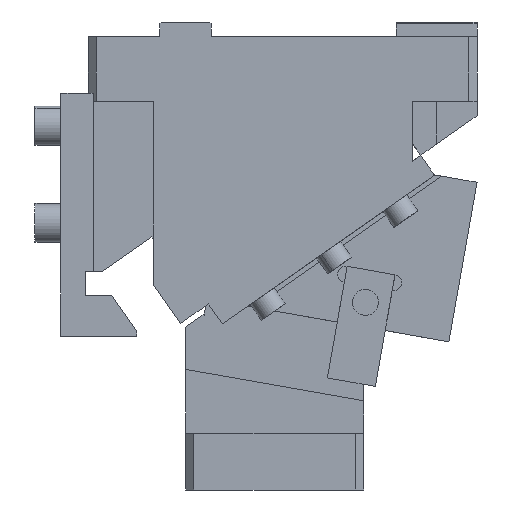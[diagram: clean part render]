
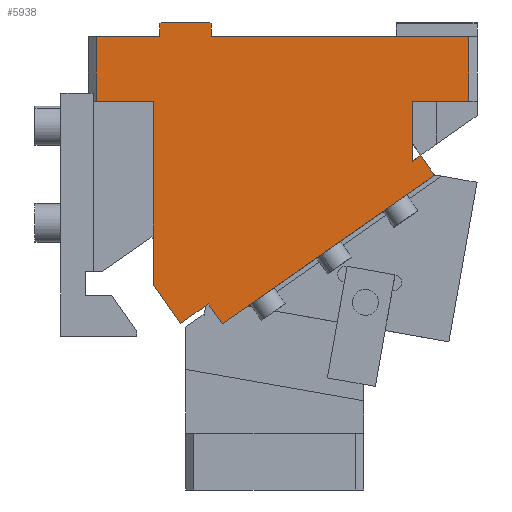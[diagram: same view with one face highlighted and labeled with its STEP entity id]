
A CAD part, front view. The second image highlights one B-rep face of the part: STEP entity #5938.
In plain terms, the highlighted planar face has unit normal (0, -1, 0).
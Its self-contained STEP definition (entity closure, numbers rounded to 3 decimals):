
#63=CARTESIAN_POINT('Vertex',(213.756,-130.,-85.645)) ;
#91=CARTESIAN_POINT('Vertex',(205.152,-130.,-73.358)) ;
#94=CARTESIAN_POINT('Line Origine',(209.454,-130.,-79.502)) ;
#126=CARTESIAN_POINT('Vertex',(40.,-130.,-153.06)) ;
#129=CARTESIAN_POINT('Line Origine',(40.,-130.,-153.023)) ;
#133=CARTESIAN_POINT('Vertex',(40.,-130.,-152.986)) ;
#136=CARTESIAN_POINT('Line Origine',(40.,-130.,-96.493)) ;
#140=CARTESIAN_POINT('Vertex',(40.,-130.,-40.)) ;
#213=CARTESIAN_POINT('Vertex',(5.,-130.,-40.)) ;
#216=CARTESIAN_POINT('Line Origine',(5.,-130.,-20.)) ;
#220=CARTESIAN_POINT('Vertex',(5.,-130.,0.)) ;
#262=CARTESIAN_POINT('Vertex',(44.,-130.,0.)) ;
#265=CARTESIAN_POINT('Line Origine',(44.,-130.,4.)) ;
#269=CARTESIAN_POINT('Vertex',(44.,-130.,8.)) ;
#309=CARTESIAN_POINT('Vertex',(45.,-130.,9.)) ;
#319=CARTESIAN_POINT('Line Origine',(44.5,-130.,8.5)) ;
#340=CARTESIAN_POINT('Vertex',(75.,-130.,9.)) ;
#350=CARTESIAN_POINT('Line Origine',(60.,-130.,9.)) ;
#388=CARTESIAN_POINT('Line Origine',(75.5,-130.,8.5)) ;
#392=CARTESIAN_POINT('Vertex',(76.,-130.,8.)) ;
#435=CARTESIAN_POINT('Line Origine',(76.,-130.,4.)) ;
#439=CARTESIAN_POINT('Vertex',(76.,-130.,0.)) ;
#467=CARTESIAN_POINT('Vertex',(235.,-130.,0.)) ;
#472=CARTESIAN_POINT('Line Origine',(235.,-130.,-20.)) ;
#476=CARTESIAN_POINT('Vertex',(235.,-130.,-40.)) ;
#5630=CARTESIAN_POINT('Vertex',(200.,-130.,-76.966)) ;
#5651=CARTESIAN_POINT('Vertex',(200.,-130.,-40.)) ;
#5654=CARTESIAN_POINT('Line Origine',(200.,-130.,-58.483)) ;
#5668=CARTESIAN_POINT('Line Origine',(217.5,-130.,-40.)) ;
#5705=CARTESIAN_POINT('Line Origine',(155.5,-130.,0.)) ;
#5757=CARTESIAN_POINT('Line Origine',(24.5,-130.,0.)) ;
#5785=CARTESIAN_POINT('Line Origine',(22.5,-130.,-40.)) ;
#5806=CARTESIAN_POINT('Vertex',(56.886,-130.,-177.175)) ;
#5809=CARTESIAN_POINT('Line Origine',(48.443,-130.,-165.118)) ;
#5826=CARTESIAN_POINT('Line Origine',(65.487,-130.,-171.153)) ;
#5830=CARTESIAN_POINT('Vertex',(74.088,-130.,-165.13)) ;
#5849=CARTESIAN_POINT('Vertex',(82.692,-130.,-177.418)) ;
#5852=CARTESIAN_POINT('Line Origine',(78.39,-130.,-171.274)) ;
#5870=CARTESIAN_POINT('Line Origine',(148.224,-130.,-131.531)) ;
#5894=CARTESIAN_POINT('Line Origine',(202.576,-130.,-75.162)) ;
#5911=CARTESIAN_POINT('Axis2P3D Location',(0.,-130.,0.)) ;
#95=DIRECTION('Vector Direction',(-0.574,0.,0.819)) ;
#130=DIRECTION('Vector Direction',(0.,0.,-1.)) ;
#137=DIRECTION('Vector Direction',(0.,0.,-1.)) ;
#217=DIRECTION('Vector Direction',(0.,0.,-1.)) ;
#266=DIRECTION('Vector Direction',(0.,0.,-1.)) ;
#320=DIRECTION('Vector Direction',(-0.707,0.,-0.707)) ;
#351=DIRECTION('Vector Direction',(-1.,0.,0.)) ;
#389=DIRECTION('Vector Direction',(-0.707,0.,0.707)) ;
#436=DIRECTION('Vector Direction',(0.,0.,1.)) ;
#473=DIRECTION('Vector Direction',(0.,0.,1.)) ;
#5655=DIRECTION('Vector Direction',(0.,0.,-1.)) ;
#5669=DIRECTION('Vector Direction',(1.,0.,0.)) ;
#5706=DIRECTION('Vector Direction',(1.,0.,0.)) ;
#5758=DIRECTION('Vector Direction',(1.,0.,0.)) ;
#5786=DIRECTION('Vector Direction',(-1.,0.,0.)) ;
#5810=DIRECTION('Vector Direction',(-0.574,0.,0.819)) ;
#5827=DIRECTION('Vector Direction',(-0.819,0.,-0.574)) ;
#5853=DIRECTION('Vector Direction',(-0.574,0.,0.819)) ;
#5871=DIRECTION('Vector Direction',(-0.819,0.,-0.574)) ;
#5895=DIRECTION('Vector Direction',(0.819,0.,0.574)) ;
#5912=DIRECTION('Axis2P3D Direction',(0.,1.,0.)) ;
#5913=DIRECTION('Axis2P3D XDirection',(0.,0.,1.)) ;
#5914=AXIS2_PLACEMENT_3D('Plane Axis2P3D',#5911,#5912,#5913) ;
#5917=ORIENTED_EDGE('',*,*,#5658,.F.) ;
#5918=ORIENTED_EDGE('',*,*,#5672,.F.) ;
#5919=ORIENTED_EDGE('',*,*,#478,.T.) ;
#5920=ORIENTED_EDGE('',*,*,#5709,.F.) ;
#5921=ORIENTED_EDGE('',*,*,#441,.T.) ;
#5922=ORIENTED_EDGE('',*,*,#394,.T.) ;
#5923=ORIENTED_EDGE('',*,*,#354,.T.) ;
#5924=ORIENTED_EDGE('',*,*,#323,.T.) ;
#5925=ORIENTED_EDGE('',*,*,#271,.T.) ;
#5926=ORIENTED_EDGE('',*,*,#5761,.F.) ;
#5927=ORIENTED_EDGE('',*,*,#222,.T.) ;
#5928=ORIENTED_EDGE('',*,*,#5789,.F.) ;
#5929=ORIENTED_EDGE('',*,*,#142,.T.) ;
#5930=ORIENTED_EDGE('',*,*,#135,.T.) ;
#5931=ORIENTED_EDGE('',*,*,#5813,.F.) ;
#5932=ORIENTED_EDGE('',*,*,#5832,.F.) ;
#5933=ORIENTED_EDGE('',*,*,#5856,.F.) ;
#5934=ORIENTED_EDGE('',*,*,#5874,.F.) ;
#5935=ORIENTED_EDGE('',*,*,#98,.T.) ;
#5936=ORIENTED_EDGE('',*,*,#5898,.F.) ;
#96=VECTOR('Line Direction',#95,1.) ;
#131=VECTOR('Line Direction',#130,1.) ;
#138=VECTOR('Line Direction',#137,1.) ;
#218=VECTOR('Line Direction',#217,1.) ;
#267=VECTOR('Line Direction',#266,1.) ;
#321=VECTOR('Line Direction',#320,1.) ;
#352=VECTOR('Line Direction',#351,1.) ;
#390=VECTOR('Line Direction',#389,1.) ;
#437=VECTOR('Line Direction',#436,1.) ;
#474=VECTOR('Line Direction',#473,1.) ;
#5656=VECTOR('Line Direction',#5655,1.) ;
#5670=VECTOR('Line Direction',#5669,1.) ;
#5707=VECTOR('Line Direction',#5706,1.) ;
#5759=VECTOR('Line Direction',#5758,1.) ;
#5787=VECTOR('Line Direction',#5786,1.) ;
#5811=VECTOR('Line Direction',#5810,1.) ;
#5828=VECTOR('Line Direction',#5827,1.) ;
#5854=VECTOR('Line Direction',#5853,1.) ;
#5872=VECTOR('Line Direction',#5871,1.) ;
#5896=VECTOR('Line Direction',#5895,1.) ;
#5938=ADVANCED_FACE('CAM HOLDER',(#5937),#5915,.F.) ;
#98=EDGE_CURVE('',#64,#92,#97,.T.) ;
#135=EDGE_CURVE('',#134,#127,#132,.T.) ;
#142=EDGE_CURVE('',#141,#134,#139,.T.) ;
#222=EDGE_CURVE('',#221,#214,#219,.T.) ;
#271=EDGE_CURVE('',#270,#263,#268,.T.) ;
#323=EDGE_CURVE('',#310,#270,#322,.T.) ;
#354=EDGE_CURVE('',#341,#310,#353,.T.) ;
#394=EDGE_CURVE('',#393,#341,#391,.T.) ;
#441=EDGE_CURVE('',#440,#393,#438,.T.) ;
#478=EDGE_CURVE('',#477,#468,#475,.T.) ;
#5658=EDGE_CURVE('',#5652,#5631,#5657,.T.) ;
#5672=EDGE_CURVE('',#477,#5652,#5671,.F.) ;
#5709=EDGE_CURVE('',#440,#468,#5708,.T.) ;
#5761=EDGE_CURVE('',#221,#263,#5760,.T.) ;
#5789=EDGE_CURVE('',#141,#214,#5788,.T.) ;
#5813=EDGE_CURVE('',#5807,#127,#5812,.T.) ;
#5832=EDGE_CURVE('',#5831,#5807,#5829,.T.) ;
#5856=EDGE_CURVE('',#5850,#5831,#5855,.T.) ;
#5874=EDGE_CURVE('',#64,#5850,#5873,.T.) ;
#5898=EDGE_CURVE('',#5631,#92,#5897,.T.) ;
#5916=EDGE_LOOP('',(#5917,#5918,#5919,#5920,#5921,#5922,#5923,#5924,#5925,#5926,#5927,#5928,#5929,#5930,#5931,#5932,#5933,#5934,#5935,#5936)) ;
#5937=FACE_OUTER_BOUND('',#5916,.T.) ;
#97=LINE('Line',#94,#96) ;
#132=LINE('Line',#129,#131) ;
#139=LINE('Line',#136,#138) ;
#219=LINE('Line',#216,#218) ;
#268=LINE('Line',#265,#267) ;
#322=LINE('Line',#319,#321) ;
#353=LINE('Line',#350,#352) ;
#391=LINE('Line',#388,#390) ;
#438=LINE('Line',#435,#437) ;
#475=LINE('Line',#472,#474) ;
#5657=LINE('Line',#5654,#5656) ;
#5671=LINE('Line',#5668,#5670) ;
#5708=LINE('Line',#5705,#5707) ;
#5760=LINE('Line',#5757,#5759) ;
#5788=LINE('Line',#5785,#5787) ;
#5812=LINE('Line',#5809,#5811) ;
#5829=LINE('Line',#5826,#5828) ;
#5855=LINE('Line',#5852,#5854) ;
#5873=LINE('Line',#5870,#5872) ;
#5897=LINE('Line',#5894,#5896) ;
#5915=PLANE('Plane',#5914) ;
#64=VERTEX_POINT('',#63) ;
#92=VERTEX_POINT('',#91) ;
#127=VERTEX_POINT('',#126) ;
#134=VERTEX_POINT('',#133) ;
#141=VERTEX_POINT('',#140) ;
#214=VERTEX_POINT('',#213) ;
#221=VERTEX_POINT('',#220) ;
#263=VERTEX_POINT('',#262) ;
#270=VERTEX_POINT('',#269) ;
#310=VERTEX_POINT('',#309) ;
#341=VERTEX_POINT('',#340) ;
#393=VERTEX_POINT('',#392) ;
#440=VERTEX_POINT('',#439) ;
#468=VERTEX_POINT('',#467) ;
#477=VERTEX_POINT('',#476) ;
#5631=VERTEX_POINT('',#5630) ;
#5652=VERTEX_POINT('',#5651) ;
#5807=VERTEX_POINT('',#5806) ;
#5831=VERTEX_POINT('',#5830) ;
#5850=VERTEX_POINT('',#5849) ;
